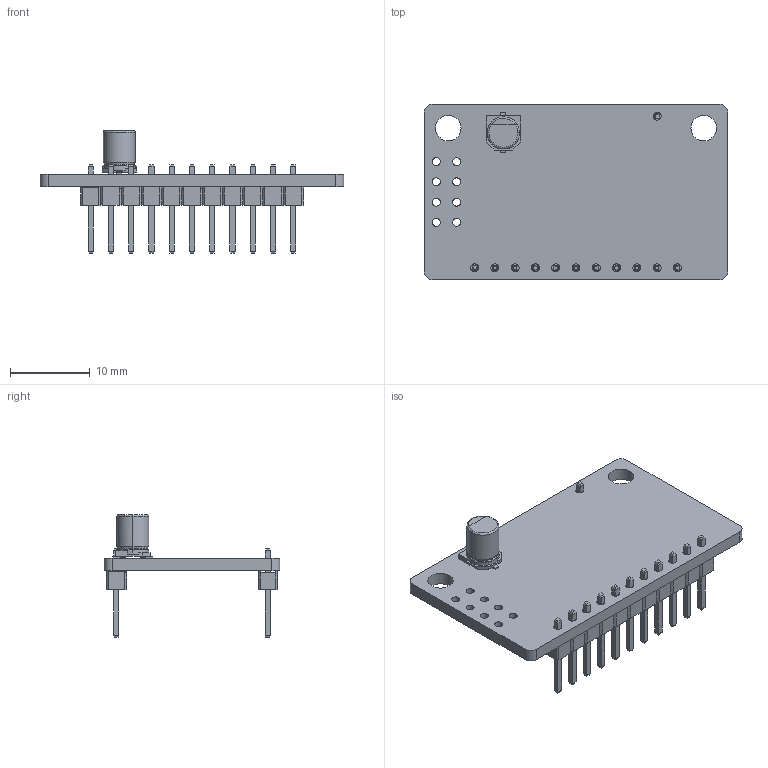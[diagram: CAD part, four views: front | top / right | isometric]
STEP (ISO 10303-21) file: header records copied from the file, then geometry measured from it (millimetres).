
FILE_DESCRIPTION(('KiCad electronic assembly'),'2;1');
FILE_NAME('NRF24L01_adapter_3D.step','2021-10-18T09:46:15',('Pcbnew'),( 'Kicad'),'Open CASCADE STEP processor 7.5','KiCad to STEP converter' ,'Unknown');
FILE_SCHEMA(('AUTOMOTIVE_DESIGN { 1 0 10303 214 1 1 1 1 }'));
Length unit declared in the file: millimetre
Products named in the file (8): NRF24L01_adapter_3D 1; ELECTROLITIC_CAP_4mm; COMPOUND; 1x_Male_Pin_2.54_mm; SOLID; 10x_Male_Pin_2.54_mm
Assembly tree (8 placements, depth 3):
  NRF24L01_adapter_3D 1
    ELECTROLITIC_CAP_4mm
      COMPOUND
    1x_Male_Pin_2.54_mm  x2
      SOLID
    10x_Male_Pin_2.54_mm
      COMPOUND
    COMPOUND
Bounding box: 38 x 22 x 15.4 mm (x, y, z)
Volume: 1551.1 mm3; surface area: 2751.4 mm2
Topology: 18 solids, 18 shells, 511 faces, 1167 edges, 720 vertices
Faces by surface type: bspline 479, cylinder 26, plane 6
Full cylindrical faces by diameter (mm): 1 x20, 3.2 x2
Entity records: 25618 total; most frequent: CARTESIAN_POINT 9823, B_SPLINE_CURVE_WITH_KNOTS 2904, ORIENTED_EDGE 2190, PCURVE 2190, DEFINITIONAL_REPRESENTATION 2190, EDGE_CURVE 1095, SURFACE_CURVE 1073, VERTEX_POINT 676
